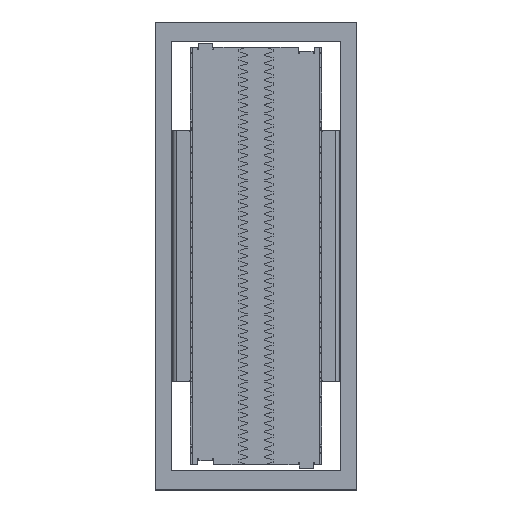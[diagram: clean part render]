
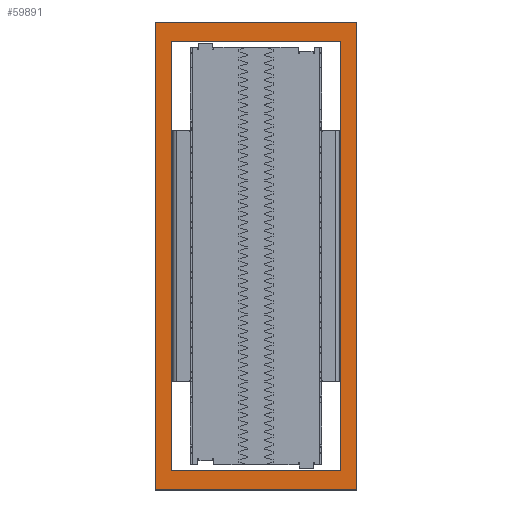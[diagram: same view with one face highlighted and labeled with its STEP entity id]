
A CAD part, top view. The second image highlights one B-rep face of the part: STEP entity #59891.
In plain terms, the highlighted planar face has unit normal (0, 0, 1).
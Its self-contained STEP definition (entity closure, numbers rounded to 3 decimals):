
#59891 = ADVANCED_FACE('',(#59892,#60011),#59906,.T.);
#59892 = FACE_BOUND('',#59893,.T.);
#59893 = EDGE_LOOP('',(#59894,#59929,#59957,#59985));
#59894 = ORIENTED_EDGE('',*,*,#59895,.T.);
#59895 = EDGE_CURVE('',#59896,#59898,#59900,.T.);
#59896 = VERTEX_POINT('',#59897);
#59897 = CARTESIAN_POINT('',(16.2,40.9,-4.2));
#59898 = VERTEX_POINT('',#59899);
#59899 = CARTESIAN_POINT('',(16.2,-40.9,-4.2));
#59900 = SURFACE_CURVE('',#59901,(#59905,#59917),.PCURVE_S1.);
#59901 = LINE('',#59902,#59903);
#59902 = CARTESIAN_POINT('',(16.2,40.9,-4.2));
#59903 = VECTOR('',#59904,1.);
#59904 = DIRECTION('',(0.,-1.,0.));
#59905 = PCURVE('',#59906,#59911);
#59906 = PLANE('',#59907);
#59907 = AXIS2_PLACEMENT_3D('',#59908,#59909,#59910);
#59908 = CARTESIAN_POINT('',(19.2,40.,-4.2));
#59909 = DIRECTION('',(0.,0.,1.));
#59910 = DIRECTION('',(0.,1.,0.));
#59911 = DEFINITIONAL_REPRESENTATION('',(#59912),#59916);
#59912 = LINE('',#59913,#59914);
#59913 = CARTESIAN_POINT('',(0.9,3.));
#59914 = VECTOR('',#59915,1.);
#59915 = DIRECTION('',(-1.,0.));
#59916 = ( GEOMETRIC_REPRESENTATION_CONTEXT(2) 
PARAMETRIC_REPRESENTATION_CONTEXT() REPRESENTATION_CONTEXT('2D SPACE',''
  ) );
#59917 = PCURVE('',#59918,#59923);
#59918 = PLANE('',#59919);
#59919 = AXIS2_PLACEMENT_3D('',#59920,#59921,#59922);
#59920 = CARTESIAN_POINT('',(16.2,40.,-6.6));
#59921 = DIRECTION('',(-1.,0.,0.));
#59922 = DIRECTION('',(0.,0.,1.));
#59923 = DEFINITIONAL_REPRESENTATION('',(#59924),#59928);
#59924 = LINE('',#59925,#59926);
#59925 = CARTESIAN_POINT('',(2.4,0.9));
#59926 = VECTOR('',#59927,1.);
#59927 = DIRECTION('',(0.,-1.));
#59928 = ( GEOMETRIC_REPRESENTATION_CONTEXT(2) 
PARAMETRIC_REPRESENTATION_CONTEXT() REPRESENTATION_CONTEXT('2D SPACE',''
  ) );
#59929 = ORIENTED_EDGE('',*,*,#59930,.F.);
#59930 = EDGE_CURVE('',#59931,#59898,#59933,.T.);
#59931 = VERTEX_POINT('',#59932);
#59932 = CARTESIAN_POINT('',(-16.2,-40.9,-4.2));
#59933 = SURFACE_CURVE('',#59934,(#59938,#59945),.PCURVE_S1.);
#59934 = LINE('',#59935,#59936);
#59935 = CARTESIAN_POINT('',(-16.2,-40.9,-4.2));
#59936 = VECTOR('',#59937,1.);
#59937 = DIRECTION('',(1.,0.,0.));
#59938 = PCURVE('',#59906,#59939);
#59939 = DEFINITIONAL_REPRESENTATION('',(#59940),#59944);
#59940 = LINE('',#59941,#59942);
#59941 = CARTESIAN_POINT('',(-80.9,35.4));
#59942 = VECTOR('',#59943,1.);
#59943 = DIRECTION('',(0.,-1.));
#59944 = ( GEOMETRIC_REPRESENTATION_CONTEXT(2) 
PARAMETRIC_REPRESENTATION_CONTEXT() REPRESENTATION_CONTEXT('2D SPACE',''
  ) );
#59945 = PCURVE('',#59946,#59951);
#59946 = PLANE('',#59947);
#59947 = AXIS2_PLACEMENT_3D('',#59948,#59949,#59950);
#59948 = CARTESIAN_POINT('',(-16.2,-40.9,-6.6));
#59949 = DIRECTION('',(0.,-1.,0.));
#59950 = DIRECTION('',(0.,0.,1.));
#59951 = DEFINITIONAL_REPRESENTATION('',(#59952),#59956);
#59952 = LINE('',#59953,#59954);
#59953 = CARTESIAN_POINT('',(2.4,0.));
#59954 = VECTOR('',#59955,1.);
#59955 = DIRECTION('',(0.,-1.));
#59956 = ( GEOMETRIC_REPRESENTATION_CONTEXT(2) 
PARAMETRIC_REPRESENTATION_CONTEXT() REPRESENTATION_CONTEXT('2D SPACE',''
  ) );
#59957 = ORIENTED_EDGE('',*,*,#59958,.T.);
#59958 = EDGE_CURVE('',#59931,#59959,#59961,.T.);
#59959 = VERTEX_POINT('',#59960);
#59960 = CARTESIAN_POINT('',(-16.2,40.9,-4.2));
#59961 = SURFACE_CURVE('',#59962,(#59966,#59973),.PCURVE_S1.);
#59962 = LINE('',#59963,#59964);
#59963 = CARTESIAN_POINT('',(-16.2,-40.9,-4.2));
#59964 = VECTOR('',#59965,1.);
#59965 = DIRECTION('',(0.,1.,0.));
#59966 = PCURVE('',#59906,#59967);
#59967 = DEFINITIONAL_REPRESENTATION('',(#59968),#59972);
#59968 = LINE('',#59969,#59970);
#59969 = CARTESIAN_POINT('',(-80.9,35.4));
#59970 = VECTOR('',#59971,1.);
#59971 = DIRECTION('',(1.,0.));
#59972 = ( GEOMETRIC_REPRESENTATION_CONTEXT(2) 
PARAMETRIC_REPRESENTATION_CONTEXT() REPRESENTATION_CONTEXT('2D SPACE',''
  ) );
#59973 = PCURVE('',#59974,#59979);
#59974 = PLANE('',#59975);
#59975 = AXIS2_PLACEMENT_3D('',#59976,#59977,#59978);
#59976 = CARTESIAN_POINT('',(-16.2,40.,-6.6));
#59977 = DIRECTION('',(-1.,0.,0.));
#59978 = DIRECTION('',(0.,0.,1.));
#59979 = DEFINITIONAL_REPRESENTATION('',(#59980),#59984);
#59980 = LINE('',#59981,#59982);
#59981 = CARTESIAN_POINT('',(2.4,-80.9));
#59982 = VECTOR('',#59983,1.);
#59983 = DIRECTION('',(0.,1.));
#59984 = ( GEOMETRIC_REPRESENTATION_CONTEXT(2) 
PARAMETRIC_REPRESENTATION_CONTEXT() REPRESENTATION_CONTEXT('2D SPACE',''
  ) );
#59985 = ORIENTED_EDGE('',*,*,#59986,.F.);
#59986 = EDGE_CURVE('',#59896,#59959,#59987,.T.);
#59987 = SURFACE_CURVE('',#59988,(#59992,#59999),.PCURVE_S1.);
#59988 = LINE('',#59989,#59990);
#59989 = CARTESIAN_POINT('',(16.2,40.9,-4.2));
#59990 = VECTOR('',#59991,1.);
#59991 = DIRECTION('',(-1.,0.,0.));
#59992 = PCURVE('',#59906,#59993);
#59993 = DEFINITIONAL_REPRESENTATION('',(#59994),#59998);
#59994 = LINE('',#59995,#59996);
#59995 = CARTESIAN_POINT('',(0.9,3.));
#59996 = VECTOR('',#59997,1.);
#59997 = DIRECTION('',(0.,1.));
#59998 = ( GEOMETRIC_REPRESENTATION_CONTEXT(2) 
PARAMETRIC_REPRESENTATION_CONTEXT() REPRESENTATION_CONTEXT('2D SPACE',''
  ) );
#59999 = PCURVE('',#60000,#60005);
#60000 = PLANE('',#60001);
#60001 = AXIS2_PLACEMENT_3D('',#60002,#60003,#60004);
#60002 = CARTESIAN_POINT('',(16.2,40.9,-6.6));
#60003 = DIRECTION('',(0.,1.,0.));
#60004 = DIRECTION('',(0.,0.,1.));
#60005 = DEFINITIONAL_REPRESENTATION('',(#60006),#60010);
#60006 = LINE('',#60007,#60008);
#60007 = CARTESIAN_POINT('',(2.4,0.));
#60008 = VECTOR('',#60009,1.);
#60009 = DIRECTION('',(0.,-1.));
#60010 = ( GEOMETRIC_REPRESENTATION_CONTEXT(2) 
PARAMETRIC_REPRESENTATION_CONTEXT() REPRESENTATION_CONTEXT('2D SPACE',''
  ) );
#60011 = FACE_BOUND('',#60012,.T.);
#60012 = EDGE_LOOP('',(#60013,#60043,#60071,#60099));
#60013 = ORIENTED_EDGE('',*,*,#60014,.T.);
#60014 = EDGE_CURVE('',#60015,#60017,#60019,.T.);
#60015 = VERTEX_POINT('',#60016);
#60016 = CARTESIAN_POINT('',(-19.2,44.7,-4.2));
#60017 = VERTEX_POINT('',#60018);
#60018 = CARTESIAN_POINT('',(-19.2,-44.7,-4.2));
#60019 = SURFACE_CURVE('',#60020,(#60024,#60031),.PCURVE_S1.);
#60020 = LINE('',#60021,#60022);
#60021 = CARTESIAN_POINT('',(-19.2,44.7,-4.2));
#60022 = VECTOR('',#60023,1.);
#60023 = DIRECTION('',(0.,-1.,0.));
#60024 = PCURVE('',#59906,#60025);
#60025 = DEFINITIONAL_REPRESENTATION('',(#60026),#60030);
#60026 = LINE('',#60027,#60028);
#60027 = CARTESIAN_POINT('',(4.7,38.4));
#60028 = VECTOR('',#60029,1.);
#60029 = DIRECTION('',(-1.,0.));
#60030 = ( GEOMETRIC_REPRESENTATION_CONTEXT(2) 
PARAMETRIC_REPRESENTATION_CONTEXT() REPRESENTATION_CONTEXT('2D SPACE',''
  ) );
#60031 = PCURVE('',#60032,#60037);
#60032 = PLANE('',#60033);
#60033 = AXIS2_PLACEMENT_3D('',#60034,#60035,#60036);
#60034 = CARTESIAN_POINT('',(-19.2,40.,-6.6));
#60035 = DIRECTION('',(-1.,0.,0.));
#60036 = DIRECTION('',(0.,0.,1.));
#60037 = DEFINITIONAL_REPRESENTATION('',(#60038),#60042);
#60038 = LINE('',#60039,#60040);
#60039 = CARTESIAN_POINT('',(2.4,4.7));
#60040 = VECTOR('',#60041,1.);
#60041 = DIRECTION('',(0.,-1.));
#60042 = ( GEOMETRIC_REPRESENTATION_CONTEXT(2) 
PARAMETRIC_REPRESENTATION_CONTEXT() REPRESENTATION_CONTEXT('2D SPACE',''
  ) );
#60043 = ORIENTED_EDGE('',*,*,#60044,.T.);
#60044 = EDGE_CURVE('',#60017,#60045,#60047,.T.);
#60045 = VERTEX_POINT('',#60046);
#60046 = CARTESIAN_POINT('',(19.2,-44.7,-4.2));
#60047 = SURFACE_CURVE('',#60048,(#60052,#60059),.PCURVE_S1.);
#60048 = LINE('',#60049,#60050);
#60049 = CARTESIAN_POINT('',(-19.2,-44.7,-4.2));
#60050 = VECTOR('',#60051,1.);
#60051 = DIRECTION('',(1.,0.,0.));
#60052 = PCURVE('',#59906,#60053);
#60053 = DEFINITIONAL_REPRESENTATION('',(#60054),#60058);
#60054 = LINE('',#60055,#60056);
#60055 = CARTESIAN_POINT('',(-84.7,38.4));
#60056 = VECTOR('',#60057,1.);
#60057 = DIRECTION('',(0.,-1.));
#60058 = ( GEOMETRIC_REPRESENTATION_CONTEXT(2) 
PARAMETRIC_REPRESENTATION_CONTEXT() REPRESENTATION_CONTEXT('2D SPACE',''
  ) );
#60059 = PCURVE('',#60060,#60065);
#60060 = PLANE('',#60061);
#60061 = AXIS2_PLACEMENT_3D('',#60062,#60063,#60064);
#60062 = CARTESIAN_POINT('',(-19.2,-44.7,-6.6));
#60063 = DIRECTION('',(0.,-1.,0.));
#60064 = DIRECTION('',(0.,0.,1.));
#60065 = DEFINITIONAL_REPRESENTATION('',(#60066),#60070);
#60066 = LINE('',#60067,#60068);
#60067 = CARTESIAN_POINT('',(2.4,0.));
#60068 = VECTOR('',#60069,1.);
#60069 = DIRECTION('',(0.,-1.));
#60070 = ( GEOMETRIC_REPRESENTATION_CONTEXT(2) 
PARAMETRIC_REPRESENTATION_CONTEXT() REPRESENTATION_CONTEXT('2D SPACE',''
  ) );
#60071 = ORIENTED_EDGE('',*,*,#60072,.T.);
#60072 = EDGE_CURVE('',#60045,#60073,#60075,.T.);
#60073 = VERTEX_POINT('',#60074);
#60074 = CARTESIAN_POINT('',(19.2,44.7,-4.2));
#60075 = SURFACE_CURVE('',#60076,(#60080,#60087),.PCURVE_S1.);
#60076 = LINE('',#60077,#60078);
#60077 = CARTESIAN_POINT('',(19.2,-44.7,-4.2));
#60078 = VECTOR('',#60079,1.);
#60079 = DIRECTION('',(0.,1.,0.));
#60080 = PCURVE('',#59906,#60081);
#60081 = DEFINITIONAL_REPRESENTATION('',(#60082),#60086);
#60082 = LINE('',#60083,#60084);
#60083 = CARTESIAN_POINT('',(-84.7,0.));
#60084 = VECTOR('',#60085,1.);
#60085 = DIRECTION('',(1.,0.));
#60086 = ( GEOMETRIC_REPRESENTATION_CONTEXT(2) 
PARAMETRIC_REPRESENTATION_CONTEXT() REPRESENTATION_CONTEXT('2D SPACE',''
  ) );
#60087 = PCURVE('',#60088,#60093);
#60088 = PLANE('',#60089);
#60089 = AXIS2_PLACEMENT_3D('',#60090,#60091,#60092);
#60090 = CARTESIAN_POINT('',(19.2,40.,-6.6));
#60091 = DIRECTION('',(-1.,0.,0.));
#60092 = DIRECTION('',(0.,0.,1.));
#60093 = DEFINITIONAL_REPRESENTATION('',(#60094),#60098);
#60094 = LINE('',#60095,#60096);
#60095 = CARTESIAN_POINT('',(2.4,-84.7));
#60096 = VECTOR('',#60097,1.);
#60097 = DIRECTION('',(0.,1.));
#60098 = ( GEOMETRIC_REPRESENTATION_CONTEXT(2) 
PARAMETRIC_REPRESENTATION_CONTEXT() REPRESENTATION_CONTEXT('2D SPACE',''
  ) );
#60099 = ORIENTED_EDGE('',*,*,#60100,.T.);
#60100 = EDGE_CURVE('',#60073,#60015,#60101,.T.);
#60101 = SURFACE_CURVE('',#60102,(#60106,#60113),.PCURVE_S1.);
#60102 = LINE('',#60103,#60104);
#60103 = CARTESIAN_POINT('',(19.2,44.7,-4.2));
#60104 = VECTOR('',#60105,1.);
#60105 = DIRECTION('',(-1.,0.,0.));
#60106 = PCURVE('',#59906,#60107);
#60107 = DEFINITIONAL_REPRESENTATION('',(#60108),#60112);
#60108 = LINE('',#60109,#60110);
#60109 = CARTESIAN_POINT('',(4.7,0.));
#60110 = VECTOR('',#60111,1.);
#60111 = DIRECTION('',(0.,1.));
#60112 = ( GEOMETRIC_REPRESENTATION_CONTEXT(2) 
PARAMETRIC_REPRESENTATION_CONTEXT() REPRESENTATION_CONTEXT('2D SPACE',''
  ) );
#60113 = PCURVE('',#60114,#60119);
#60114 = PLANE('',#60115);
#60115 = AXIS2_PLACEMENT_3D('',#60116,#60117,#60118);
#60116 = CARTESIAN_POINT('',(19.2,44.7,-6.6));
#60117 = DIRECTION('',(0.,1.,0.));
#60118 = DIRECTION('',(0.,0.,1.));
#60119 = DEFINITIONAL_REPRESENTATION('',(#60120),#60124);
#60120 = LINE('',#60121,#60122);
#60121 = CARTESIAN_POINT('',(2.4,0.));
#60122 = VECTOR('',#60123,1.);
#60123 = DIRECTION('',(0.,-1.));
#60124 = ( GEOMETRIC_REPRESENTATION_CONTEXT(2) 
PARAMETRIC_REPRESENTATION_CONTEXT() REPRESENTATION_CONTEXT('2D SPACE',''
  ) );
